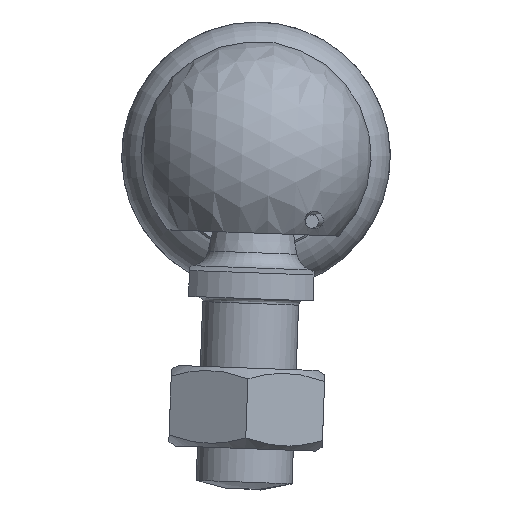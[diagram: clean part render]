
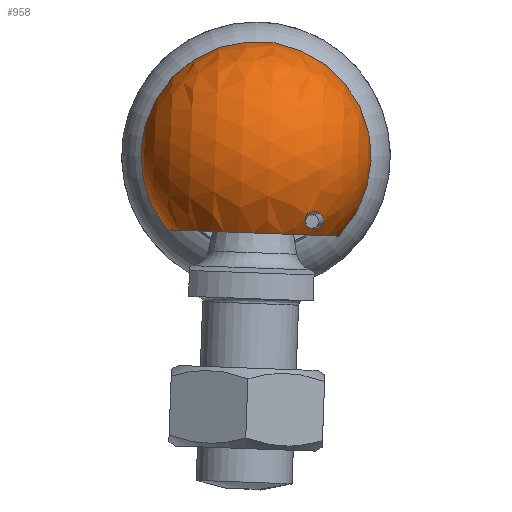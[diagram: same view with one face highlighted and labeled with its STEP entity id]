
A CAD part, left-side view. The second image highlights one B-rep face of the part: STEP entity #958.
In plain terms, the highlighted spherical face has radius 12 mm.
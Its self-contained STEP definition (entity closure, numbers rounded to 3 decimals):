
#97=SPHERICAL_SURFACE($,#1096,12.);
#100=B_SPLINE_CURVE_WITH_KNOTS($,3,(#1601,#1602,#1603,#1604,#1605,#1606,
#1607,#1608,#1609,#1610,#1611,#1612,#1613,#1614,#1615,#1616,#1617,#1618,
#1619,#1620,#1621,#1622,#1623,#1624,#1625,#1626,#1627,#1628,#1629,#1630,
#1631,#1632,#1633,#1634,#1635,#1636,#1637,#1638,#1639,#1640,#1641,#1642),
 .UNSPECIFIED.,.T.,.F.,(4,2,2,2,2,2,2,2,2,2,2,2,2,2,2,2,2,2,2,2,4),(0.,
0.053,0.106,0.157,0.207,
0.246,0.266,0.285,0.304,
0.323,0.361,0.408,0.456,0.511,
0.567,0.609,0.63,0.652,
0.667,0.683,0.728),.UNSPECIFIED.);
#103=B_SPLINE_CURVE_WITH_KNOTS($,3,(#1731,#1732,#1733,#1734,#1735,#1736,
#1737,#1738,#1739,#1740,#1741,#1742,#1743,#1744,#1745,#1746,#1747,#1748,
#1749,#1750,#1751,#1752,#1753,#1754,#1755,#1756,#1757,#1758,#1759,#1760,
#1761,#1762,#1763,#1764,#1765,#1766,#1767,#1768,#1769,#1770,#1771,#1772),
 .UNSPECIFIED.,.T.,.F.,(4,2,2,2,2,2,2,2,2,2,2,2,2,2,2,2,2,2,2,2,4),(0.,
0.046,0.061,0.077,0.098,
0.119,0.162,0.217,0.273,
0.32,0.368,0.406,0.425,0.443,
0.463,0.482,0.521,0.572,
0.623,0.675,0.728),.UNSPECIFIED.);
#223=FACE_BOUND($,#396,.T.);
#224=FACE_BOUND($,#397,.T.);
#225=FACE_BOUND($,#398,.T.);
#226=FACE_BOUND($,#399,.T.);
#396=EDGE_LOOP($,(#770));
#397=EDGE_LOOP($,(#771));
#398=EDGE_LOOP($,(#772));
#399=EDGE_LOOP($,(#773));
#481=CIRCLE($,#1066,7.);
#492=CIRCLE($,#1090,8.944);
#543=VERTEX_POINT($,#1597);
#544=VERTEX_POINT($,#1600);
#547=VERTEX_POINT($,#1730);
#558=VERTEX_POINT($,#1804);
#625=EDGE_CURVE($,#543,#543,#481,.T.);
#626=EDGE_CURVE($,#544,#544,#100,.T.);
#629=EDGE_CURVE($,#547,#547,#103,.T.);
#640=EDGE_CURVE($,#558,#558,#492,.T.);
#770=ORIENTED_EDGE($,*,*,#626,.T.);
#771=ORIENTED_EDGE($,*,*,#629,.T.);
#772=ORIENTED_EDGE($,*,*,#640,.T.);
#773=ORIENTED_EDGE($,*,*,#625,.T.);
#958=ADVANCED_FACE($,(#223,#224,#225,#226),#97,.T.);
#1066=AXIS2_PLACEMENT_3D($,#1598,#1283,#1284);
#1090=AXIS2_PLACEMENT_3D($,#1805,#1331,#1332);
#1096=AXIS2_PLACEMENT_3D($,#1813,#1343,#1344);
#1283=DIRECTION('center_axis',(-1.,0.,0.));
#1284=DIRECTION('ref_axis',(0.,-1.,0.));
#1331=DIRECTION('center_axis',(0.,1.,0.));
#1332=DIRECTION('ref_axis',(0.,0.,-1.));
#1343=DIRECTION('center_axis',(0.,0.,1.));
#1344=DIRECTION('ref_axis',(1.,0.,0.));
#1597=CARTESIAN_POINT('',(9.747,7.,0.));
#1598=CARTESIAN_POINT('Origin',(9.747,0.,0.));
#1600=CARTESIAN_POINT('',(5.696,-6.4,8.402));
#1601=CARTESIAN_POINT('Ctrl Pts',(5.696,-6.4,8.402));
#1602=CARTESIAN_POINT('Ctrl Pts',(5.821,-6.275,8.413));
#1603=CARTESIAN_POINT('Ctrl Pts',(5.969,-6.153,8.399));
#1604=CARTESIAN_POINT('Ctrl Pts',(6.275,-5.936,8.332));
#1605=CARTESIAN_POINT('Ctrl Pts',(6.434,-5.84,8.278));
#1606=CARTESIAN_POINT('Ctrl Pts',(6.72,-5.691,8.154));
#1607=CARTESIAN_POINT('Ctrl Pts',(6.873,-5.623,8.073));
#1608=CARTESIAN_POINT('Ctrl Pts',(7.168,-5.528,7.88));
#1609=CARTESIAN_POINT('Ctrl Pts',(7.31,-5.5,7.768));
#1610=CARTESIAN_POINT('Ctrl Pts',(7.524,-5.5,7.56));
#1611=CARTESIAN_POINT('Ctrl Pts',(7.617,-5.517,7.454));
#1612=CARTESIAN_POINT('Ctrl Pts',(7.722,-5.581,7.295));
#1613=CARTESIAN_POINT('Ctrl Pts',(7.752,-5.609,7.242));
#1614=CARTESIAN_POINT('Ctrl Pts',(7.797,-5.678,7.14));
#1615=CARTESIAN_POINT('Ctrl Pts',(7.812,-5.718,7.091));
#1616=CARTESIAN_POINT('Ctrl Pts',(7.826,-5.808,7.001));
#1617=CARTESIAN_POINT('Ctrl Pts',(7.825,-5.858,6.961));
#1618=CARTESIAN_POINT('Ctrl Pts',(7.808,-5.963,6.891));
#1619=CARTESIAN_POINT('Ctrl Pts',(7.792,-6.018,6.861));
#1620=CARTESIAN_POINT('Ctrl Pts',(7.723,-6.186,6.79));
#1621=CARTESIAN_POINT('Ctrl Pts',(7.651,-6.301,6.766));
#1622=CARTESIAN_POINT('Ctrl Pts',(7.475,-6.525,6.751));
#1623=CARTESIAN_POINT('Ctrl Pts',(7.354,-6.645,6.767));
#1624=CARTESIAN_POINT('Ctrl Pts',(7.093,-6.857,6.834));
#1625=CARTESIAN_POINT('Ctrl Pts',(6.954,-6.948,6.885));
#1626=CARTESIAN_POINT('Ctrl Pts',(6.672,-7.102,7.006));
#1627=CARTESIAN_POINT('Ctrl Pts',(6.503,-7.174,7.092));
#1628=CARTESIAN_POINT('Ctrl Pts',(6.167,-7.273,7.288));
#1629=CARTESIAN_POINT('Ctrl Pts',(6.001,-7.3,7.398));
#1630=CARTESIAN_POINT('Ctrl Pts',(5.743,-7.3,7.599));
#1631=CARTESIAN_POINT('Ctrl Pts',(5.627,-7.284,7.701));
#1632=CARTESIAN_POINT('Ctrl Pts',(5.49,-7.22,7.857));
#1633=CARTESIAN_POINT('Ctrl Pts',(5.451,-7.193,7.91));
#1634=CARTESIAN_POINT('Ctrl Pts',(5.39,-7.123,8.013));
#1635=CARTESIAN_POINT('Ctrl Pts',(5.369,-7.081,8.065));
#1636=CARTESIAN_POINT('Ctrl Pts',(5.355,-6.994,8.15));
#1637=CARTESIAN_POINT('Ctrl Pts',(5.357,-6.95,8.186));
#1638=CARTESIAN_POINT('Ctrl Pts',(5.376,-6.86,8.249));
#1639=CARTESIAN_POINT('Ctrl Pts',(5.394,-6.813,8.276));
#1640=CARTESIAN_POINT('Ctrl Pts',(5.476,-6.646,8.359));
#1641=CARTESIAN_POINT('Ctrl Pts',(5.589,-6.508,8.392));
#1642=CARTESIAN_POINT('Ctrl Pts',(5.696,-6.4,8.402));
#1730=CARTESIAN_POINT('',(-7.069,-6.4,7.285));
#1731=CARTESIAN_POINT('Ctrl Pts',(-7.069,-6.4,7.285));
#1732=CARTESIAN_POINT('Ctrl Pts',(-6.962,-6.508,7.294));
#1733=CARTESIAN_POINT('Ctrl Pts',(-6.844,-6.646,7.281));
#1734=CARTESIAN_POINT('Ctrl Pts',(-6.749,-6.813,7.213));
#1735=CARTESIAN_POINT('Ctrl Pts',(-6.727,-6.86,7.19));
#1736=CARTESIAN_POINT('Ctrl Pts',(-6.697,-6.95,7.131));
#1737=CARTESIAN_POINT('Ctrl Pts',(-6.689,-6.994,7.096));
#1738=CARTESIAN_POINT('Ctrl Pts',(-6.688,-7.081,7.01));
#1739=CARTESIAN_POINT('Ctrl Pts',(-6.7,-7.123,6.956));
#1740=CARTESIAN_POINT('Ctrl Pts',(-6.741,-7.193,6.843));
#1741=CARTESIAN_POINT('Ctrl Pts',(-6.771,-7.22,6.784));
#1742=CARTESIAN_POINT('Ctrl Pts',(-6.879,-7.284,6.606));
#1743=CARTESIAN_POINT('Ctrl Pts',(-6.975,-7.3,6.486));
#1744=CARTESIAN_POINT('Ctrl Pts',(-7.194,-7.3,6.244));
#1745=CARTESIAN_POINT('Ctrl Pts',(-7.339,-7.273,6.106));
#1746=CARTESIAN_POINT('Ctrl Pts',(-7.635,-7.174,5.855));
#1747=CARTESIAN_POINT('Ctrl Pts',(-7.787,-7.102,5.742));
#1748=CARTESIAN_POINT('Ctrl Pts',(-8.044,-6.948,5.573));
#1749=CARTESIAN_POINT('Ctrl Pts',(-8.172,-6.857,5.498));
#1750=CARTESIAN_POINT('Ctrl Pts',(-8.417,-6.645,5.387));
#1751=CARTESIAN_POINT('Ctrl Pts',(-8.534,-6.525,5.35));
#1752=CARTESIAN_POINT('Ctrl Pts',(-8.709,-6.301,5.335));
#1753=CARTESIAN_POINT('Ctrl Pts',(-8.785,-6.186,5.346));
#1754=CARTESIAN_POINT('Ctrl Pts',(-8.865,-6.018,5.404));
#1755=CARTESIAN_POINT('Ctrl Pts',(-8.886,-5.963,5.431));
#1756=CARTESIAN_POINT('Ctrl Pts',(-8.915,-5.858,5.496));
#1757=CARTESIAN_POINT('Ctrl Pts',(-8.923,-5.808,5.536));
#1758=CARTESIAN_POINT('Ctrl Pts',(-8.925,-5.718,5.626));
#1759=CARTESIAN_POINT('Ctrl Pts',(-8.918,-5.678,5.677));
#1760=CARTESIAN_POINT('Ctrl Pts',(-8.892,-5.609,5.786));
#1761=CARTESIAN_POINT('Ctrl Pts',(-8.872,-5.581,5.844));
#1762=CARTESIAN_POINT('Ctrl Pts',(-8.795,-5.517,6.019));
#1763=CARTESIAN_POINT('Ctrl Pts',(-8.723,-5.5,6.139));
#1764=CARTESIAN_POINT('Ctrl Pts',(-8.548,-5.5,6.381));
#1765=CARTESIAN_POINT('Ctrl Pts',(-8.427,-5.528,6.516));
#1766=CARTESIAN_POINT('Ctrl Pts',(-8.17,-5.623,6.757));
#1767=CARTESIAN_POINT('Ctrl Pts',(-8.034,-5.691,6.863));
#1768=CARTESIAN_POINT('Ctrl Pts',(-7.774,-5.84,7.035));
#1769=CARTESIAN_POINT('Ctrl Pts',(-7.627,-5.936,7.116));
#1770=CARTESIAN_POINT('Ctrl Pts',(-7.336,-6.153,7.235));
#1771=CARTESIAN_POINT('Ctrl Pts',(-7.193,-6.275,7.274));
#1772=CARTESIAN_POINT('Ctrl Pts',(-7.069,-6.4,7.285));
#1804=CARTESIAN_POINT('',(0.,-8.,8.944));
#1805=CARTESIAN_POINT('Origin',(0.,-8.,0.));
#1813=CARTESIAN_POINT('Origin',(0.,0.,0.));
